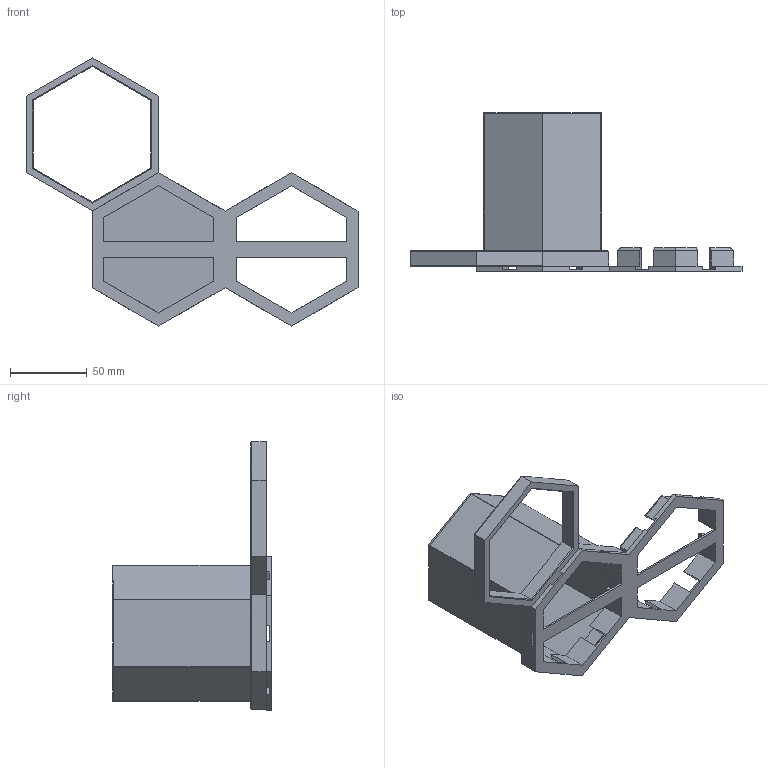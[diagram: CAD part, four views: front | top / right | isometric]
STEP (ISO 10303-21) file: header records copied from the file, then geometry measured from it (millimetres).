
FILE_DESCRIPTION(/* description */ (''),/* implementation_level */ '2;1');
FILE_NAME(/* name */ 'Hexigon_parametric v6.step',/* time_stamp */ '2021-06-02T20:13:57-05:00',/* author */ (''),/* organization */ (''),/* preprocessor_version */ 'ST-DEVELOPER v18.1',/* originating_system */ 'Autodesk Translation Framework v10.6.0.1341',/* authorisation */ '');
FILE_SCHEMA (('AUTOMOTIVE_DESIGN { 1 0 10303 214 3 1 1 }'));
Length unit declared in the file: millimetre
Products named in the file (1): Hexigon_parametric
Bounding box: 216.31 x 103.3 x 174.77 mm (x, y, z)
Volume: 63228.6 mm3; surface area: 102170.3 mm2
Topology: 3 solids, 3 shells, 184 faces, 485 edges, 304 vertices
Faces by surface type: plane 184
Entity records: 5536 total; most frequent: CARTESIAN_POINT 974, ORIENTED_EDGE 970, DIRECTION 855, LINE 485, VECTOR 485, EDGE_CURVE 485, VERTEX_POINT 304, EDGE_LOOP 193
